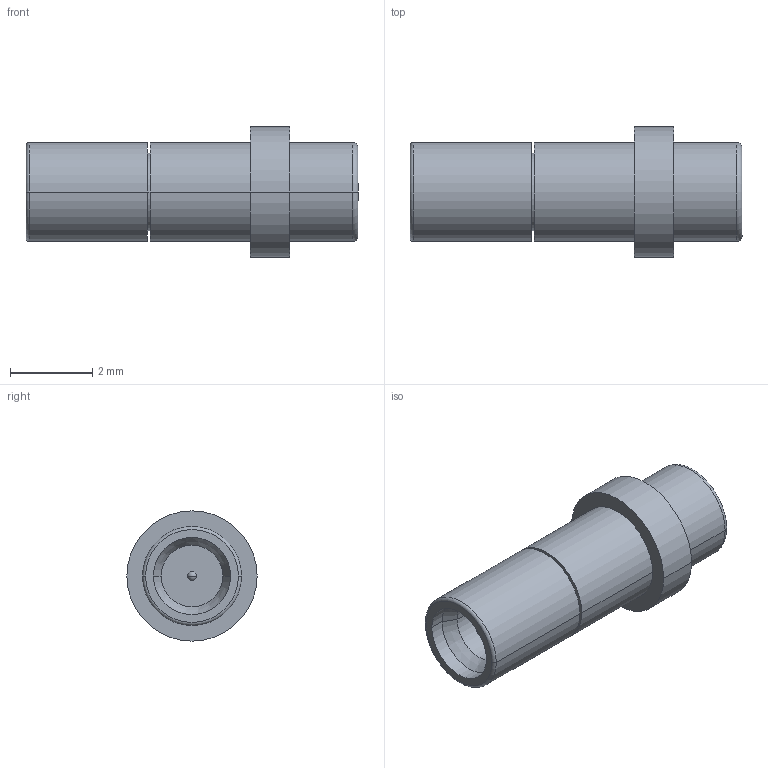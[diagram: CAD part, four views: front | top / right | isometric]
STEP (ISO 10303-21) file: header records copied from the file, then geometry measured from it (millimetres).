
FILE_DESCRIPTION (( 'STEP AP214' ), '1' );
FILE_NAME ('FMCN49830_3D.step', '2023-09-20T09:15:38', ( '' ), ( '' ), 'SwSTEP 2.0', 'SolidWorks 2022', '' );
FILE_SCHEMA (( 'AUTOMOTIVE_DESIGN' ));
Length unit declared in the file: millimetre
Products named in the file (1): FMCN49830_3D
Bounding box: 8.09 x 3.17 x 3.17 mm (x, y, z)
Volume: 31.7 mm3; surface area: 114.9 mm2
Topology: 1 solids, 2 shells, 52 faces, 110 edges, 66 vertices
Faces by surface type: cylinder 28, plane 10, cone 6, sphere 4, torus 4
Entity records: 1584 total; most frequent: DIRECTION 276, CARTESIAN_POINT 217, ORIENTED_EDGE 204, AXIS2_PLACEMENT_3D 121, EDGE_CURVE 102, CIRCLE 68, VERTEX_POINT 62, EDGE_LOOP 62
